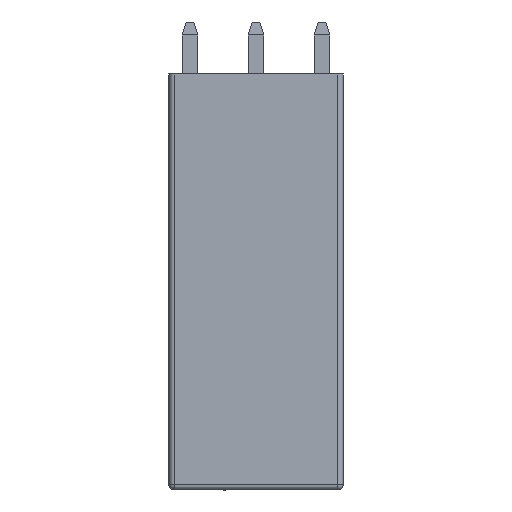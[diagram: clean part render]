
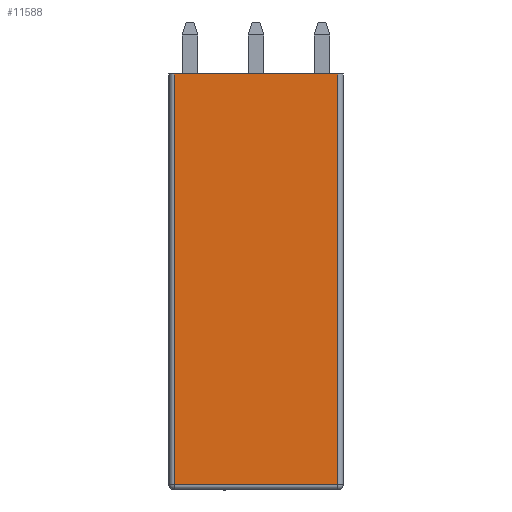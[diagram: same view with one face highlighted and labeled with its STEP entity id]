
A CAD part, front view. The second image highlights one B-rep face of the part: STEP entity #11588.
In plain terms, the highlighted planar face has unit normal (0, -1, 0).
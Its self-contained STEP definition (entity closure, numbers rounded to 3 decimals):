
#2598=DIRECTION('',(0.,0.,1.));
#2599=VECTOR('',#2598,31.6);
#2600=CARTESIAN_POINT('',(6.3,-101.24,-15.6));
#2601=LINE('',#2600,#2599);
#2602=DIRECTION('',(1.,0.,0.));
#2603=VECTOR('',#2602,12.6);
#2604=CARTESIAN_POINT('',(-6.3,-101.24,-15.6));
#2605=LINE('',#2604,#2603);
#2606=DIRECTION('',(0.,0.,-1.));
#2607=VECTOR('',#2606,31.6);
#2608=CARTESIAN_POINT('',(-6.3,-101.24,16.));
#2609=LINE('',#2608,#2607);
#2610=DIRECTION('',(1.,0.,0.));
#2611=VECTOR('',#2610,12.6);
#2612=CARTESIAN_POINT('',(-6.3,-101.24,16.));
#2613=LINE('',#2612,#2611);
#7383=CARTESIAN_POINT('',(6.3,-101.24,16.));
#7385=VERTEX_POINT('',#7383);
#7389=CARTESIAN_POINT('',(6.3,-101.24,-15.6));
#7390=VERTEX_POINT('',#7389);
#7393=CARTESIAN_POINT('',(-6.3,-101.24,-15.6));
#7394=VERTEX_POINT('',#7393);
#7400=CARTESIAN_POINT('',(-6.3,-101.24,16.));
#7402=VERTEX_POINT('',#7400);
#11575=CARTESIAN_POINT('',(0.,-101.24,0.));
#11576=DIRECTION('',(0.,1.,0.));
#11577=DIRECTION('',(1.,0.,0.));
#11578=AXIS2_PLACEMENT_3D('',#11575,#11576,#11577);
#11579=PLANE('',#11578);
#11581=ORIENTED_EDGE('',*,*,#11580,.F.);
#11583=ORIENTED_EDGE('',*,*,#11582,.F.);
#11584=ORIENTED_EDGE('',*,*,#11567,.F.);
#11585=ORIENTED_EDGE('',*,*,#7410,.T.);
#11586=EDGE_LOOP('',(#11581,#11583,#11584,#11585));
#11587=FACE_OUTER_BOUND('',#11586,.F.);
#7410=EDGE_CURVE('',#7402,#7385,#2613,.T.);
#11567=EDGE_CURVE('',#7402,#7394,#2609,.T.);
#11580=EDGE_CURVE('',#7390,#7385,#2601,.T.);
#11582=EDGE_CURVE('',#7394,#7390,#2605,.T.);
#11588=ADVANCED_FACE('',(#11587),#11579,.F.);
